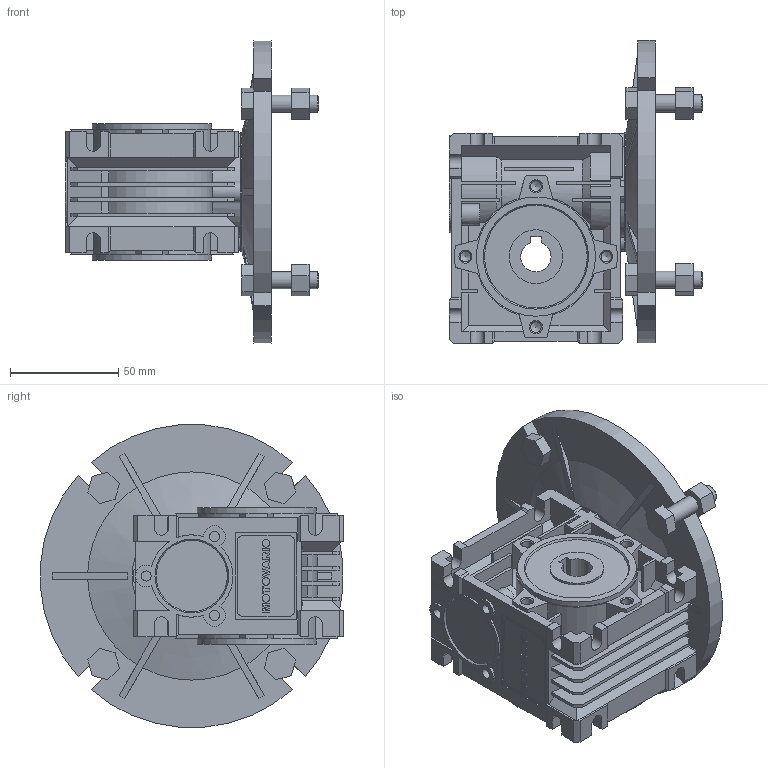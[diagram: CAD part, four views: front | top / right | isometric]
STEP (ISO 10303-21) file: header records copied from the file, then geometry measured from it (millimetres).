
FILE_DESCRIPTION( ( 'STEP AP214' ), '1' );
FILE_NAME( 'NMRV03010121411100300NO---(--------).stp', '2021-05-27T11:05:53', ( 'License CC BY-ND 4.0' ), ( 'CADENAS' ), ' ', 'PARTsolutions', ' ' );
FILE_SCHEMA( ( 'AUTOMOTIVE_DESIGN { 1 0 10303 214 1 1 1 1 }' ) );
Length unit declared in the file: millimetre
Products named in the file (5): NMRV03010121411100300NO---(--------); _Gear unit 30; _030-14 (63)alc-n; _VB 030-11 (11); _30-63 B5
Assembly tree (4 placements, depth 2):
  NMRV03010121411100300NO---(--------)
    _Gear unit 30
    _030-14 (63)alc-n
    _VB 030-11 (11)
    _30-63 B5
Bounding box: 117 x 139.77 x 139.55 mm (x, y, z)
Volume: 402612.9 mm3; surface area: 135002.8 mm2
Topology: 4 solids, 11 shells, 846 faces, 2226 edges, 1451 vertices
Faces by surface type: plane 637, cylinder 156, cone 53
Full cylindrical faces by diameter (mm): 3.545 x3, 4.65 x3, 4.917 x8, 8 x8, 10 x4, 19 x2, 24.8 x2, 30 x2, 37 x1, 38 x1, 55 x3, 93.5 x1, 95 x1
Entity records: 32495 total; most frequent: CARTESIAN_POINT 4861, ORIENTED_EDGE 4296, DIRECTION 4190, EDGE_CURVE 2148, LINE 1612, VECTOR 1612, VERTEX_POINT 1445, AXIS2_PLACEMENT_3D 1289
